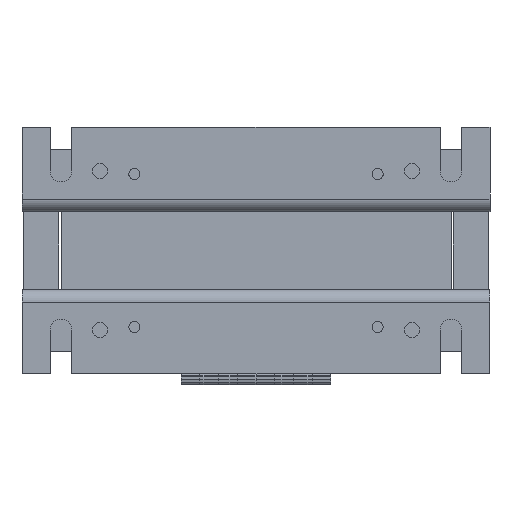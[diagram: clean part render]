
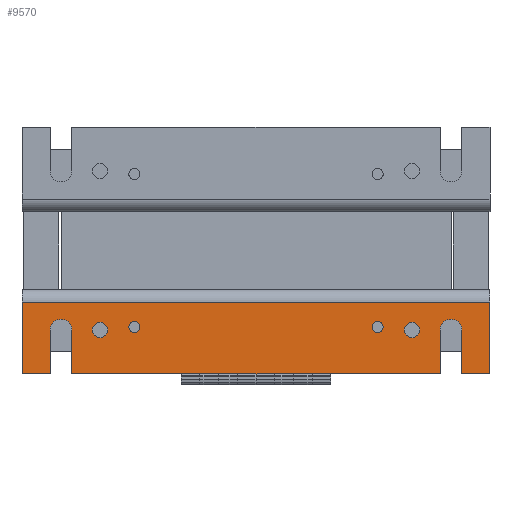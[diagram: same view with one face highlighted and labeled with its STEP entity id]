
A CAD part, front view. The second image highlights one B-rep face of the part: STEP entity #9570.
In plain terms, the highlighted planar face has unit normal (0, -1, 0).
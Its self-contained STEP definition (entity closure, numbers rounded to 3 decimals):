
#565=LINE('',#14750,#1566);
#569=LINE('',#14759,#1570);
#573=LINE('',#14771,#1574);
#577=LINE('',#14780,#1578);
#583=LINE('',#14794,#1584);
#585=LINE('',#14797,#1586);
#586=LINE('',#14800,#1587);
#589=LINE('',#14806,#1590);
#590=LINE('',#14808,#1591);
#591=LINE('',#14809,#1592);
#1566=VECTOR('',#11920,14.);
#1570=VECTOR('',#11926,14.);
#1574=VECTOR('',#11938,14.);
#1578=VECTOR('',#11944,14.);
#1584=VECTOR('',#11958,9.);
#1586=VECTOR('',#11962,118.);
#1587=VECTOR('',#11965,9.);
#1590=VECTOR('',#11970,23.);
#1591=VECTOR('',#11971,150.);
#1592=VECTOR('',#11972,23.);
#2361=PLANE('',#10443);
#2595=FACE_BOUND('',#3352,.T.);
#2596=FACE_BOUND('',#3353,.T.);
#2597=FACE_BOUND('',#3354,.T.);
#2598=FACE_BOUND('',#3355,.T.);
#2808=FACE_OUTER_BOUND('',#3351,.T.);
#3351=EDGE_LOOP('',(#7282,#7283,#7284,#7285,#7286,#7287,#7288,#7289,#7290,
#7291,#7292,#7293));
#3352=EDGE_LOOP('',(#7294));
#3353=EDGE_LOOP('',(#7295));
#3354=EDGE_LOOP('',(#7296));
#3355=EDGE_LOOP('',(#7297));
#3811=CIRCLE('',#10411,2.459);
#3813=CIRCLE('',#10414,2.459);
#3814=CIRCLE('',#10416,1.75);
#3816=CIRCLE('',#10419,1.75);
#3824=CIRCLE('',#10433,3.5);
#3826=CIRCLE('',#10438,3.5);
#4346=VERTEX_POINT('',#14715);
#4348=VERTEX_POINT('',#14720);
#4349=VERTEX_POINT('',#14723);
#4351=VERTEX_POINT('',#14728);
#4359=VERTEX_POINT('',#14748);
#4360=VERTEX_POINT('',#14749);
#4363=VERTEX_POINT('',#14757);
#4364=VERTEX_POINT('',#14758);
#4367=VERTEX_POINT('',#14769);
#4368=VERTEX_POINT('',#14770);
#4371=VERTEX_POINT('',#14778);
#4372=VERTEX_POINT('',#14779);
#4376=VERTEX_POINT('',#14792);
#4377=VERTEX_POINT('',#14799);
#4379=VERTEX_POINT('',#14805);
#4380=VERTEX_POINT('',#14807);
#5428=EDGE_CURVE('',#4346,#4346,#3811,.T.);
#5430=EDGE_CURVE('',#4348,#4348,#3813,.T.);
#5431=EDGE_CURVE('',#4349,#4349,#3814,.T.);
#5433=EDGE_CURVE('',#4351,#4351,#3816,.T.);
#5441=EDGE_CURVE('',#4359,#4360,#565,.T.);
#5445=EDGE_CURVE('',#4363,#4364,#569,.T.);
#5449=EDGE_CURVE('',#4364,#4359,#3824,.T.);
#5451=EDGE_CURVE('',#4367,#4368,#573,.T.);
#5455=EDGE_CURVE('',#4371,#4372,#577,.T.);
#5459=EDGE_CURVE('',#4372,#4367,#3826,.T.);
#5463=EDGE_CURVE('',#4376,#4368,#583,.T.);
#5465=EDGE_CURVE('',#4371,#4360,#585,.T.);
#5466=EDGE_CURVE('',#4363,#4377,#586,.T.);
#5469=EDGE_CURVE('',#4376,#4379,#589,.T.);
#5470=EDGE_CURVE('',#4380,#4379,#590,.T.);
#5471=EDGE_CURVE('',#4380,#4377,#591,.T.);
#7282=ORIENTED_EDGE('',*,*,#5445,.T.);
#7283=ORIENTED_EDGE('',*,*,#5449,.T.);
#7284=ORIENTED_EDGE('',*,*,#5441,.T.);
#7285=ORIENTED_EDGE('',*,*,#5465,.F.);
#7286=ORIENTED_EDGE('',*,*,#5455,.T.);
#7287=ORIENTED_EDGE('',*,*,#5459,.T.);
#7288=ORIENTED_EDGE('',*,*,#5451,.T.);
#7289=ORIENTED_EDGE('',*,*,#5463,.F.);
#7290=ORIENTED_EDGE('',*,*,#5469,.T.);
#7291=ORIENTED_EDGE('',*,*,#5470,.F.);
#7292=ORIENTED_EDGE('',*,*,#5471,.T.);
#7293=ORIENTED_EDGE('',*,*,#5466,.F.);
#7294=ORIENTED_EDGE('',*,*,#5428,.T.);
#7295=ORIENTED_EDGE('',*,*,#5430,.T.);
#7296=ORIENTED_EDGE('',*,*,#5431,.T.);
#7297=ORIENTED_EDGE('',*,*,#5433,.T.);
#9570=ADVANCED_FACE('',(#2808,#2595,#2596,#2597,#2598),#2361,.T.);
#10411=AXIS2_PLACEMENT_3D('',#14716,#11880,#11881);
#10414=AXIS2_PLACEMENT_3D('',#14721,#11886,#11887);
#10416=AXIS2_PLACEMENT_3D('',#14724,#11890,#11891);
#10419=AXIS2_PLACEMENT_3D('',#14729,#11896,#11897);
#10433=AXIS2_PLACEMENT_3D('',#14766,#11932,#11933);
#10438=AXIS2_PLACEMENT_3D('',#14787,#11950,#11951);
#10443=AXIS2_PLACEMENT_3D('',#14804,#11968,#11969);
#11880=DIRECTION('center_axis',(0.,1.,0.));
#11881=DIRECTION('ref_axis',(1.,0.,0.));
#11886=DIRECTION('center_axis',(0.,1.,0.));
#11887=DIRECTION('ref_axis',(1.,0.,0.));
#11890=DIRECTION('center_axis',(0.,1.,0.));
#11891=DIRECTION('ref_axis',(-1.,0.,0.));
#11896=DIRECTION('center_axis',(0.,1.,0.));
#11897=DIRECTION('ref_axis',(-1.,0.,0.));
#11920=DIRECTION('',(0.,0.,1.));
#11926=DIRECTION('',(0.,0.,-1.));
#11932=DIRECTION('center_axis',(0.,1.,0.));
#11933=DIRECTION('ref_axis',(-1.,0.,0.));
#11938=DIRECTION('',(0.,0.,1.));
#11944=DIRECTION('',(0.,0.,-1.));
#11950=DIRECTION('center_axis',(0.,1.,0.));
#11951=DIRECTION('ref_axis',(-1.,0.,0.));
#11958=DIRECTION('',(1.,0.,0.));
#11962=DIRECTION('',(1.,0.,0.));
#11965=DIRECTION('',(1.,0.,0.));
#11968=DIRECTION('center_axis',(0.,-1.,0.));
#11969=DIRECTION('ref_axis',(0.,0.,-1.));
#11970=DIRECTION('',(0.,0.,-1.));
#11971=DIRECTION('',(-1.,0.,0.));
#11972=DIRECTION('',(0.,0.,1.));
#14715=CARTESIAN_POINT('',(101.055,-5.25,13.));
#14716=CARTESIAN_POINT('Origin',(98.597,-5.25,13.));
#14720=CARTESIAN_POINT('',(1.055,-5.25,13.));
#14721=CARTESIAN_POINT('Origin',(-1.403,-5.25,13.));
#14723=CARTESIAN_POINT('',(89.347,-5.25,12.));
#14724=CARTESIAN_POINT('Origin',(87.597,-5.25,12.));
#14728=CARTESIAN_POINT('',(11.347,-5.25,12.));
#14729=CARTESIAN_POINT('Origin',(9.597,-5.25,12.));
#14748=CARTESIAN_POINT('',(107.597,-5.25,13.));
#14749=CARTESIAN_POINT('',(107.597,-5.25,27.));
#14750=CARTESIAN_POINT('',(107.597,-5.25,13.));
#14757=CARTESIAN_POINT('',(114.597,-5.25,27.));
#14758=CARTESIAN_POINT('',(114.597,-5.25,13.));
#14759=CARTESIAN_POINT('',(114.597,-5.25,27.));
#14766=CARTESIAN_POINT('Origin',(111.097,-5.25,13.));
#14769=CARTESIAN_POINT('',(-17.403,-5.25,13.));
#14770=CARTESIAN_POINT('',(-17.403,-5.25,27.));
#14771=CARTESIAN_POINT('',(-17.403,-5.25,13.));
#14778=CARTESIAN_POINT('',(-10.403,-5.25,27.));
#14779=CARTESIAN_POINT('',(-10.403,-5.25,13.));
#14780=CARTESIAN_POINT('',(-10.403,-5.25,27.));
#14787=CARTESIAN_POINT('Origin',(-13.903,-5.25,13.));
#14792=CARTESIAN_POINT('',(-26.403,-5.25,27.));
#14794=CARTESIAN_POINT('',(-26.403,-5.25,27.));
#14797=CARTESIAN_POINT('',(-10.403,-5.25,27.));
#14799=CARTESIAN_POINT('',(123.597,-5.25,27.));
#14800=CARTESIAN_POINT('',(114.597,-5.25,27.));
#14804=CARTESIAN_POINT('Origin',(-26.403,-5.25,0.));
#14805=CARTESIAN_POINT('',(-26.403,-5.25,4.));
#14806=CARTESIAN_POINT('',(-26.403,-5.25,27.));
#14807=CARTESIAN_POINT('',(123.597,-5.25,4.));
#14808=CARTESIAN_POINT('',(123.597,-5.25,4.));
#14809=CARTESIAN_POINT('',(123.597,-5.25,4.));
